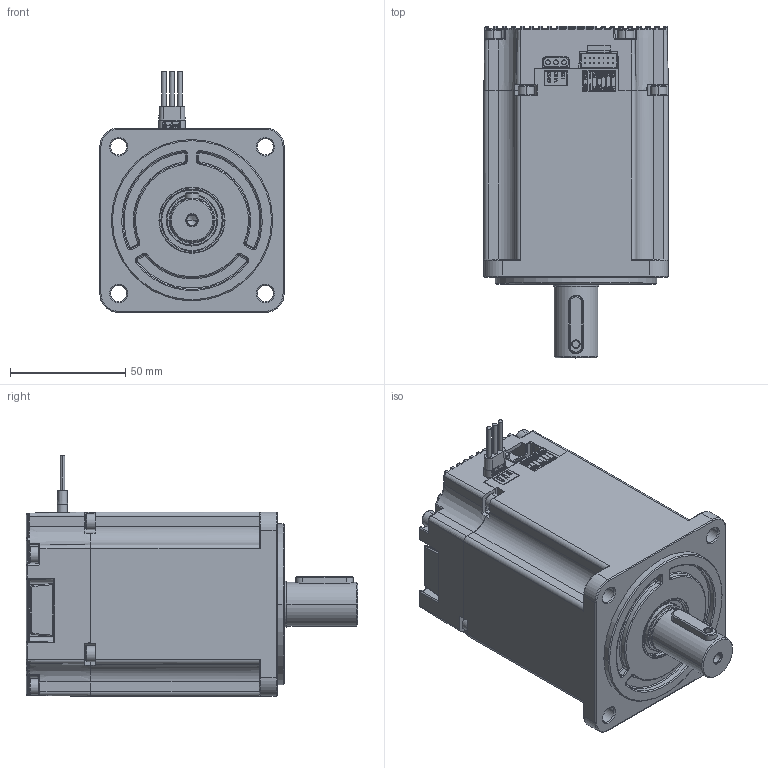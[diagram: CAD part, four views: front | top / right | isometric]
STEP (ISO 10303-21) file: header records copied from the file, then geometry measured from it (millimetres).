
FILE_DESCRIPTION((''),'2;1');
FILE_NAME('RT-IDV750-K1935-48V','2025-03-11T13:46:08',('ruiwe'),(''),'CREO PARAMETRIC BY PTC INC, 2021063','CREO PARAMETRIC BY PTC INC, 2021063','');
FILE_SCHEMA(('CONFIG_CONTROL_DESIGN','SHAPE_APPEARANCE_LAYERS_GROUPS'));
Products named in the file (1): RT-IDV750-K1935-48V
Bounding box: 80.01 x 144.01 x 104.47 mm (x, y, z)
Volume: 181117.8 mm3; surface area: 126219.7 mm2
Topology: 1 solids, 288 shells, 3078 faces, 11542 edges, 8727 vertices
Faces by surface type: plane 1605, cylinder 896, torus 155, cone 138, sphere 124, bspline 88, extrusion 72
Entity records: 162935 total; most frequent: CARTESIAN_POINT 39024, ORIENTED_EDGE 18336, DIRECTION 17290, EDGE_CURVE 11422, VERTEX_POINT 8727, PRESENTATION_STYLE_ASSIGNMENT 8670, STYLED_ITEM 8583, VECTOR 7580
